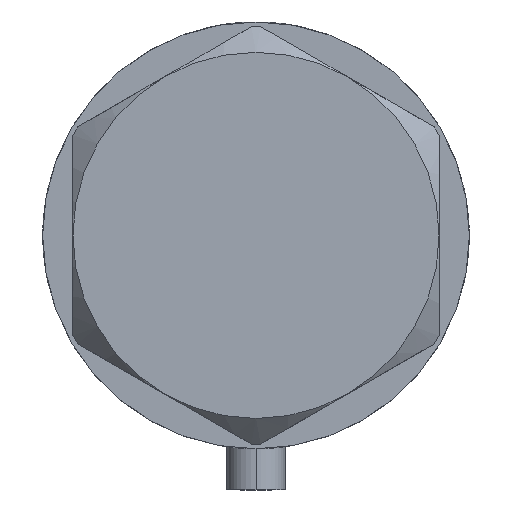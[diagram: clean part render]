
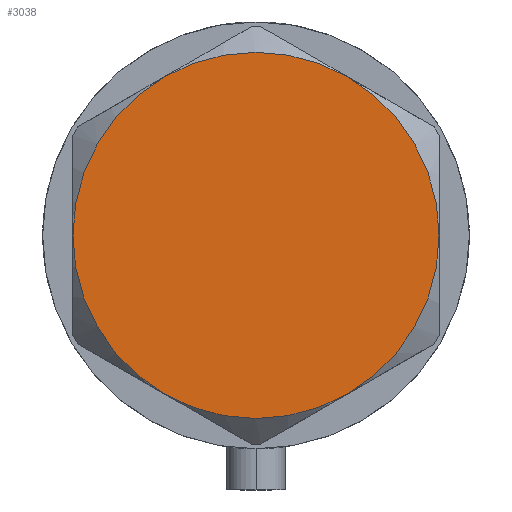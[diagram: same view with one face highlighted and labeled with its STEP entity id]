
A CAD part, left-side view. The second image highlights one B-rep face of the part: STEP entity #3038.
In plain terms, the highlighted face is planar.
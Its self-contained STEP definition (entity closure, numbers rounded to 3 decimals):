
#31 = ORIENTED_EDGE ( 'NONE', *, *, #4329, .T. ) ;
#194 = VERTEX_POINT ( 'NONE', #1441 ) ;
#246 = CARTESIAN_POINT ( 'NONE',  ( 0., 0., 13. ) ) ;
#260 = CARTESIAN_POINT ( 'NONE',  ( -18.875, 32.692, 13. ) ) ;
#391 = EDGE_LOOP ( 'NONE', ( #2967, #1809, #3009, #31, #3304, #1473 ) ) ;
#525 = EDGE_CURVE ( 'NONE', #4251, #194, #1012, .T. ) ;
#671 = CIRCLE ( 'NONE', #2973, 37.75 ) ;
#683 = CARTESIAN_POINT ( 'NONE',  ( 18.875, 32.692, 13. ) ) ;
#702 = CARTESIAN_POINT ( 'NONE',  ( 0., 0., 13. ) ) ;
#855 = PLANE ( 'NONE',  #4082 ) ;
#891 = VERTEX_POINT ( 'NONE', #2541 ) ;
#962 = CARTESIAN_POINT ( 'NONE',  ( 0., 0., 13. ) ) ;
#1012 = CIRCLE ( 'NONE', #3616, 37.75 ) ;
#1154 = DIRECTION ( 'NONE',  ( 0., 0., 1. ) ) ;
#1235 = DIRECTION ( 'NONE',  ( 0., 0., 1. ) ) ;
#1315 = DIRECTION ( 'NONE',  ( 1., 0., 0. ) ) ;
#1379 = CIRCLE ( 'NONE', #3627, 37.75 ) ;
#1441 = CARTESIAN_POINT ( 'NONE',  ( 18.875, -32.692, 13. ) ) ;
#1473 = ORIENTED_EDGE ( 'NONE', *, *, #525, .T. ) ;
#1484 = CARTESIAN_POINT ( 'NONE',  ( 0., 0., 13. ) ) ;
#1495 = DIRECTION ( 'NONE',  ( 1., 0., 0. ) ) ;
#1536 = DIRECTION ( 'NONE',  ( 1., 0., 0. ) ) ;
#1543 = CIRCLE ( 'NONE', #2747, 37.75 ) ;
#1578 = DIRECTION ( 'NONE',  ( 1., 0., 0. ) ) ;
#1740 = EDGE_CURVE ( 'NONE', #2673, #4251, #1379, .T. ) ;
#1809 = ORIENTED_EDGE ( 'NONE', *, *, #2469, .T. ) ;
#2019 = DIRECTION ( 'NONE',  ( 1., 0., 0. ) ) ;
#2050 = CIRCLE ( 'NONE', #3171, 37.75 ) ;
#2374 = DIRECTION ( 'NONE',  ( 0., 0., 1. ) ) ;
#2469 = EDGE_CURVE ( 'NONE', #891, #2908, #2050, .T. ) ;
#2471 = CARTESIAN_POINT ( 'NONE',  ( 0., 0., 13. ) ) ;
#2541 = CARTESIAN_POINT ( 'NONE',  ( 37.75, 0., 13. ) ) ;
#2673 = VERTEX_POINT ( 'NONE', #4108 ) ;
#2747 = AXIS2_PLACEMENT_3D ( 'NONE', #246, #1235, #1578 ) ;
#2825 = DIRECTION ( 'NONE',  ( 0., 0., 1. ) ) ;
#2875 = CARTESIAN_POINT ( 'NONE',  ( 0., 0., 13. ) ) ;
#2908 = VERTEX_POINT ( 'NONE', #683 ) ;
#2967 = ORIENTED_EDGE ( 'NONE', *, *, #4247, .T. ) ;
#2973 = AXIS2_PLACEMENT_3D ( 'NONE', #3863, #3154, #3885 ) ;
#3009 = ORIENTED_EDGE ( 'NONE', *, *, #3130, .T. ) ;
#3038 = ADVANCED_FACE ( 'NONE', ( #3681 ), #855, .T. ) ;
#3130 = EDGE_CURVE ( 'NONE', #2908, #3517, #1543, .T. ) ;
#3154 = DIRECTION ( 'NONE',  ( 0., 0., 1. ) ) ;
#3171 = AXIS2_PLACEMENT_3D ( 'NONE', #2471, #3893, #1536 ) ;
#3304 = ORIENTED_EDGE ( 'NONE', *, *, #1740, .T. ) ;
#3441 = CARTESIAN_POINT ( 'NONE',  ( -18.875, -32.692, 13. ) ) ;
#3517 = VERTEX_POINT ( 'NONE', #260 ) ;
#3616 = AXIS2_PLACEMENT_3D ( 'NONE', #2875, #1154, #1495 ) ;
#3627 = AXIS2_PLACEMENT_3D ( 'NONE', #702, #2825, #1315 ) ;
#3662 = DIRECTION ( 'NONE',  ( 0., 0., 1. ) ) ;
#3681 = FACE_OUTER_BOUND ( 'NONE', #391, .T. ) ;
#3863 = CARTESIAN_POINT ( 'NONE',  ( 0., 0., 13. ) ) ;
#3885 = DIRECTION ( 'NONE',  ( 1., 0., 0. ) ) ;
#3893 = DIRECTION ( 'NONE',  ( 0., 0., 1. ) ) ;
#4082 = AXIS2_PLACEMENT_3D ( 'NONE', #1484, #3662, #4351 ) ;
#4108 = CARTESIAN_POINT ( 'NONE',  ( -37.75, 0., 13. ) ) ;
#4247 = EDGE_CURVE ( 'NONE', #194, #891, #4460, .T. ) ;
#4251 = VERTEX_POINT ( 'NONE', #3441 ) ;
#4307 = AXIS2_PLACEMENT_3D ( 'NONE', #962, #2374, #2019 ) ;
#4329 = EDGE_CURVE ( 'NONE', #3517, #2673, #671, .T. ) ;
#4351 = DIRECTION ( 'NONE',  ( 1., 0., 0. ) ) ;
#4460 = CIRCLE ( 'NONE', #4307, 37.75 ) ;
